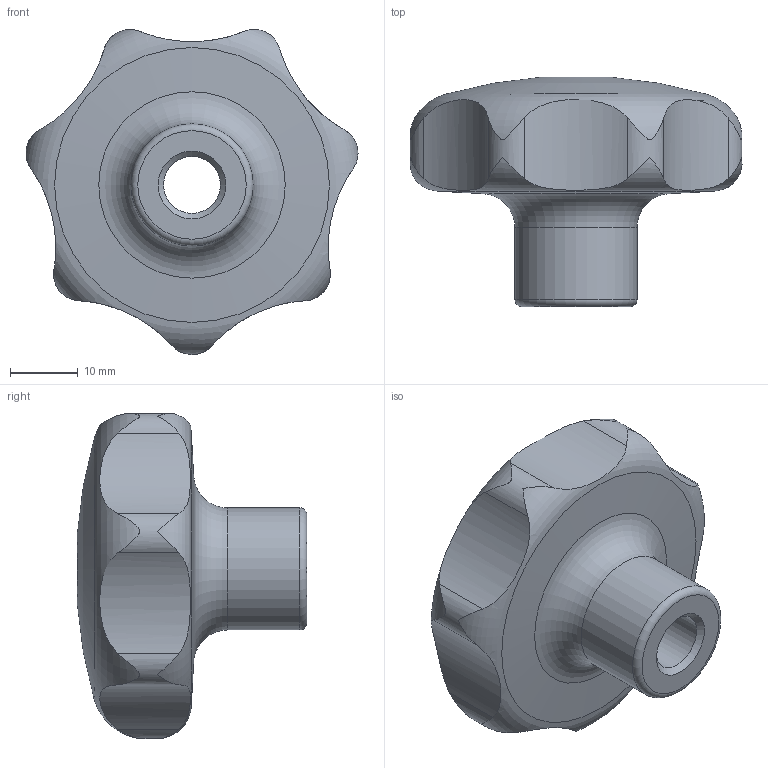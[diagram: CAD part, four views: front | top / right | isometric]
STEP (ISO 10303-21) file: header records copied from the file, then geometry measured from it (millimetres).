
FILE_DESCRIPTION( ( 'STEP AP214' ), '1' );
FILE_NAME( 'K0150.450102.stp', '2020-11-25T15:13:48', ( '' ), ( '' ), ' ', 'PARTsolutions', ' ' );
FILE_SCHEMA( ( 'AUTOMOTIVE_DESIGN { 1 0 10303 214 1 1 1 1 }' ) );
Length unit declared in the file: millimetre
Products named in the file (1): _K0150.450102
Bounding box: 48.95 x 33.8 x 47.92 mm (x, y, z)
Volume: 26563.1 mm3; surface area: 6774.1 mm2
Topology: 1 solids, 1 shells, 26 faces, 71 edges, 47 vertices
Faces by surface type: cylinder 17, torus 4, plane 2, cone 2, sphere 1
Full cylindrical faces by diameter (mm): 8.376 x1, 10.5 x1, 18 x1
Entity records: 1624 total; most frequent: CARTESIAN_POINT 840, ORIENTED_EDGE 120, DIRECTION 90, EDGE_CURVE 60, VERTEX_POINT 46, AXIS2_PLACEMENT_3D 38, EDGE_LOOP 38, B_SPLINE_CURVE_WITH_KNOTS 35
